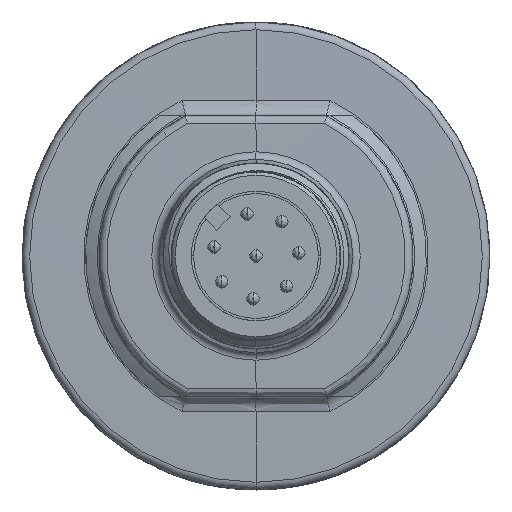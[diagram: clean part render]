
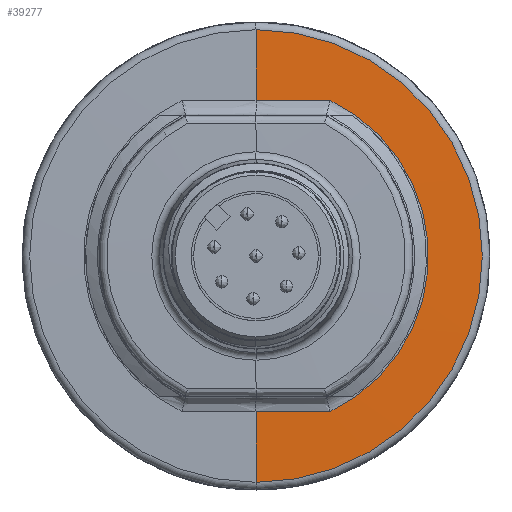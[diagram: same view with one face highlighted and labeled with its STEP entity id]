
A CAD part, front view. The second image highlights one B-rep face of the part: STEP entity #39277.
In plain terms, the highlighted conical face has half-angle 89 degrees and reference radius 12.246 mm.
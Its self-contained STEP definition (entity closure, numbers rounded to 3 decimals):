
#30047=CARTESIAN_POINT('',(4.737,7.431,9.984));
#32130=CARTESIAN_POINT('',(0.,7.491,0.));
#32131=DIRECTION('',(0.,1.,0.));
#32132=DIRECTION('',(0.,0.,1.));
#32133=AXIS2_PLACEMENT_3D('',#32130,#32131,#32132);
#32135=DIRECTION('',(0.,-0.017,1.));
#32136=VECTOR('',#32135,4.527);
#32137=CARTESIAN_POINT('',(0.,7.491,-14.509));
#32138=LINE('',#32137,#32136);
#32139=CARTESIAN_POINT('',(4.737,7.431,
-9.984));
#32140=CARTESIAN_POINT('',(4.4,7.429,
-9.984));
#32141=CARTESIAN_POINT('',(3.693,7.424,
-9.984));
#32142=CARTESIAN_POINT('',(2.512,7.417,
-9.983));
#32143=CARTESIAN_POINT('',(1.248,7.413,
-9.983));
#32144=CARTESIAN_POINT('',(0.423,7.412,
-9.983));
#32145=CARTESIAN_POINT('',(0.,7.412,-9.983));
#32147=CARTESIAN_POINT('',(0.,7.431,0.));
#32148=DIRECTION('',(0.,1.,0.));
#32149=DIRECTION('',(0.429,0.,0.903));
#32150=AXIS2_PLACEMENT_3D('',#32147,#32148,#32149);
#32152=CARTESIAN_POINT('',(0.,7.412,9.983));
#32153=CARTESIAN_POINT('',(0.42,7.412,
9.983));
#32154=CARTESIAN_POINT('',(1.241,7.413,9.983));
#32155=CARTESIAN_POINT('',(2.502,7.417,9.983));
#32156=CARTESIAN_POINT('',(3.686,7.424,9.984));
#32157=CARTESIAN_POINT('',(4.398,7.429,9.984));
#32158=CARTESIAN_POINT('',(4.737,7.431,9.984));
#32160=DIRECTION('',(0.,-0.017,-1.));
#32161=VECTOR('',#32160,4.527);
#32162=CARTESIAN_POINT('',(0.,7.491,14.509));
#32163=LINE('',#32162,#32161);
#32175=CARTESIAN_POINT('',(0.,7.412,9.983));
#32182=CARTESIAN_POINT('',(0.,7.412,-9.983));
#35599=CARTESIAN_POINT('',(4.737,7.431,
-9.984));
#36150=VERTEX_POINT('',#30047);
#36500=VERTEX_POINT('',#35599);
#36616=VERTEX_POINT('',#32175);
#36619=VERTEX_POINT('',#32182);
#36624=CARTESIAN_POINT('',(0.,7.491,14.509));
#36625=CARTESIAN_POINT('',(0.,7.491,-14.509));
#36626=VERTEX_POINT('',#36624);
#36627=VERTEX_POINT('',#36625);
#39261=CARTESIAN_POINT('',(0.,7.452,0.));
#39262=DIRECTION('',(0.,1.,0.));
#39263=DIRECTION('',(0.,0.,-1.));
#39264=AXIS2_PLACEMENT_3D('',#39261,#39262,#39263);
#39265=CONICAL_SURFACE('',#39264,12.246,89.);
#39266=ORIENTED_EDGE('',*,*,#39243,.T.);
#39268=ORIENTED_EDGE('',*,*,#39267,.T.);
#39270=ORIENTED_EDGE('',*,*,#39269,.F.);
#39271=ORIENTED_EDGE('',*,*,#36679,.F.);
#39272=ORIENTED_EDGE('',*,*,#36721,.F.);
#39274=ORIENTED_EDGE('',*,*,#39273,.F.);
#39275=EDGE_LOOP('',(#39266,#39268,#39270,#39271,#39272,#39274));
#39276=FACE_OUTER_BOUND('',#39275,.F.);
#39277=ADVANCED_FACE('',(#39276),#39265,.T.);
#32134=CIRCLE('',#32133,14.509);
#32146=B_SPLINE_CURVE_WITH_KNOTS('',3,(#32139,#32140,#32141,#32142,#32143,
#32144,#32145),.UNSPECIFIED.,.F.,.F.,(4,1,1,1,4),(0.,0.25,0.5,0.75,
1.),.UNSPECIFIED.);
#32151=CIRCLE('',#32150,11.051);
#32159=B_SPLINE_CURVE_WITH_KNOTS('',3,(#32152,#32153,#32154,#32155,#32156,
#32157,#32158),.UNSPECIFIED.,.F.,.F.,(4,1,1,1,4),(0.,0.25,0.5,0.75,
1.),.UNSPECIFIED.);
#36679=EDGE_CURVE('',#36150,#36500,#32151,.T.);
#36721=EDGE_CURVE('',#36616,#36150,#32159,.T.);
#39243=EDGE_CURVE('',#36626,#36627,#32134,.T.);
#39267=EDGE_CURVE('',#36627,#36619,#32138,.T.);
#39269=EDGE_CURVE('',#36500,#36619,#32146,.T.);
#39273=EDGE_CURVE('',#36626,#36616,#32163,.T.);
